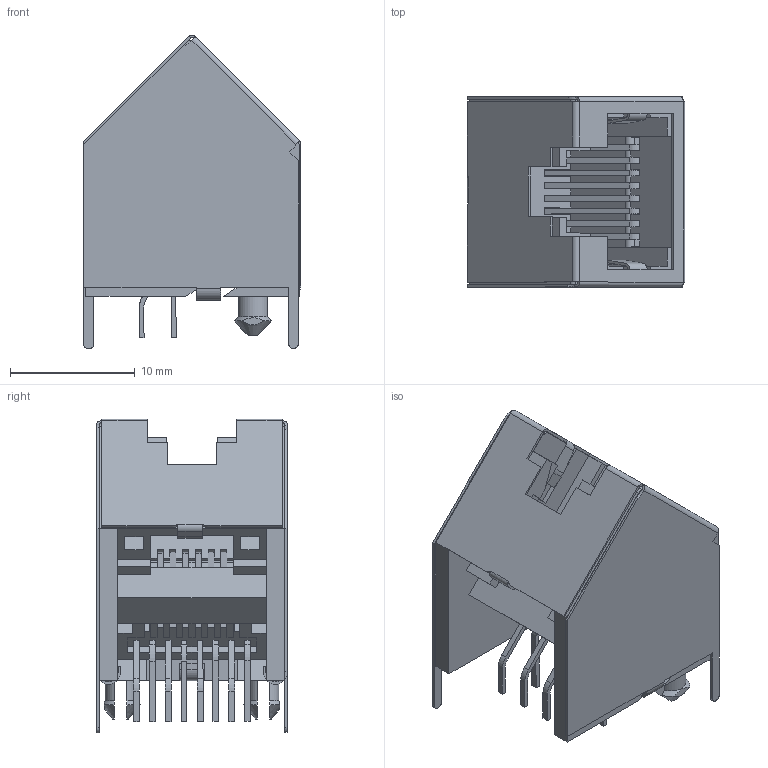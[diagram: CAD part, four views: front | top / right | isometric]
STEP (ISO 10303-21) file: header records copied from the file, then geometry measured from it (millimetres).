
FILE_DESCRIPTION(('STEP AP242'),'1');
FILE_NAME('615008145121.stp','2023-07-18T08:48:28',('TraceParts'),('TraceParts S.A.'),'Spatial InterOp 3D',' ',' ');
FILE_SCHEMA(('AP242_MANAGED_MODEL_BASED_3D_ENGINEERING_MIM_LF {1 0 10303 442 1 1 4}'));
Length unit declared in the file: millimetre
Products named in the file (1): 615008145121_1
Bounding box: 17.44 x 15.25 x 25.12 mm (x, y, z)
Volume: 1976.6 mm3; surface area: 5378.4 mm2
Topology: 11 solids, 11 shells, 575 faces, 1606 edges, 1052 vertices
Faces by surface type: plane 480, cylinder 87, cone 8
Entity records: 18404 total; most frequent: CARTESIAN_POINT 3316, ORIENTED_EDGE 3212, DIRECTION 2942, EDGE_CURVE 1606, LINE 1402, VECTOR 1402, VERTEX_POINT 1052, AXIS2_PLACEMENT_3D 770
